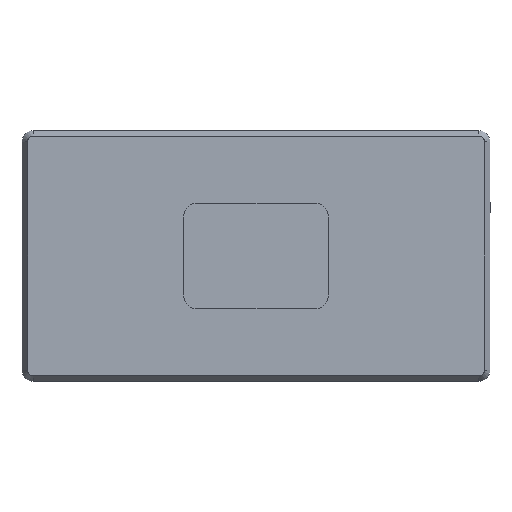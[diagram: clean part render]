
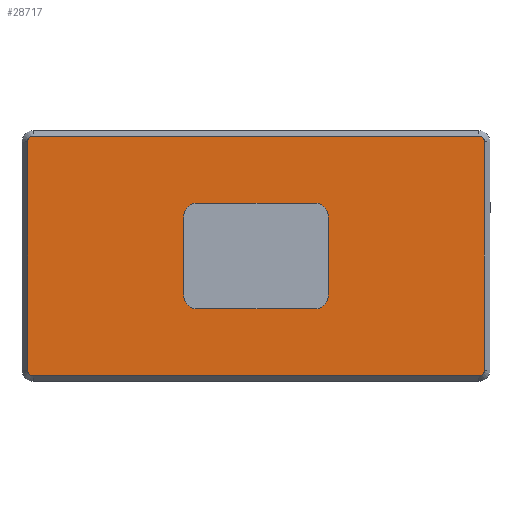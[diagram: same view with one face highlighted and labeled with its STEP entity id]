
A CAD part, front view. The second image highlights one B-rep face of the part: STEP entity #28717.
In plain terms, the highlighted planar face has unit normal (0, -1, 0).
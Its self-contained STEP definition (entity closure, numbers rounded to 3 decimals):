
#12 = LINE ( 'NONE', #9947, #916 ) ;
#916 = VECTOR ( 'NONE', #7021, 1000. ) ;
#975 = EDGE_CURVE ( 'NONE', #4975, #16304, #2211, .T. ) ;
#1247 = DIRECTION ( 'NONE',  ( 0., 0., 1. ) ) ;
#1379 = DIRECTION ( 'NONE',  ( 0., 0., 1. ) ) ;
#1589 = CARTESIAN_POINT ( 'NONE',  ( 29., 0., -29.5 ) ) ;
#1887 = VECTOR ( 'NONE', #27638, 1000. ) ;
#1916 = DIRECTION ( 'NONE',  ( 0., 0., 1. ) ) ;
#2207 = VERTEX_POINT ( 'NONE', #30579 ) ;
#2211 = LINE ( 'NONE', #35702, #32067 ) ;
#2280 = DIRECTION ( 'NONE',  ( 0., 0., 1. ) ) ;
#2795 = LINE ( 'NONE', #1589, #1887 ) ;
#2961 = EDGE_CURVE ( 'NONE', #36972, #24418, #17909, .T. ) ;
#3356 = CARTESIAN_POINT ( 'NONE',  ( 82., 0., -43. ) ) ;
#3842 = CARTESIAN_POINT ( 'NONE',  ( 2., 0., -43. ) ) ;
#3948 = CARTESIAN_POINT ( 'NONE',  ( 2., 0., -1. ) ) ;
#4591 = VECTOR ( 'NONE', #35184, 1000. ) ;
#4975 = VERTEX_POINT ( 'NONE', #22773 ) ;
#5461 = ORIENTED_EDGE ( 'NONE', *, *, #36015, .T. ) ;
#5477 = VECTOR ( 'NONE', #21322, 1000. ) ;
#6063 = CARTESIAN_POINT ( 'NONE',  ( 83., 0., -2. ) ) ;
#6267 = DIRECTION ( 'NONE',  ( 0., 0., 1. ) ) ;
#6320 = VERTEX_POINT ( 'NONE', #6063 ) ;
#6760 = DIRECTION ( 'NONE',  ( 0., 0., 1. ) ) ;
#6810 = CARTESIAN_POINT ( 'NONE',  ( 31.5, 0., -13. ) ) ;
#6855 = EDGE_CURVE ( 'NONE', #16304, #23975, #27565, .T. ) ;
#7021 = DIRECTION ( 'NONE',  ( 0., 0., -1. ) ) ;
#7327 = VECTOR ( 'NONE', #31694, 1000. ) ;
#7543 = CARTESIAN_POINT ( 'NONE',  ( 52.5, 0., -13. ) ) ;
#8123 = VERTEX_POINT ( 'NONE', #6810 ) ;
#8390 = ORIENTED_EDGE ( 'NONE', *, *, #29539, .F. ) ;
#9947 = CARTESIAN_POINT ( 'NONE',  ( 1., 0., 0. ) ) ;
#10232 = EDGE_LOOP ( 'NONE', ( #36180, #5461, #23781, #24720, #11459, #21750, #14833, #32571 ) ) ;
#10570 = AXIS2_PLACEMENT_3D ( 'NONE', #15174, #35349, #18080 ) ;
#10991 = DIRECTION ( 'NONE',  ( 0., -1., 0. ) ) ;
#11187 = CARTESIAN_POINT ( 'NONE',  ( 1., 0., -2. ) ) ;
#11459 = ORIENTED_EDGE ( 'NONE', *, *, #24375, .T. ) ;
#12293 = CARTESIAN_POINT ( 'NONE',  ( 82., 0., -2. ) ) ;
#12913 = ORIENTED_EDGE ( 'NONE', *, *, #25650, .F. ) ;
#13327 = AXIS2_PLACEMENT_3D ( 'NONE', #28267, #10991, #31161 ) ;
#13369 = DIRECTION ( 'NONE',  ( 0., -1., 0. ) ) ;
#13741 = FACE_OUTER_BOUND ( 'NONE', #10232, .T. ) ;
#14211 = VECTOR ( 'NONE', #2280, 1000. ) ;
#14558 = EDGE_CURVE ( 'NONE', #16736, #17639, #37099, .T. ) ;
#14833 = ORIENTED_EDGE ( 'NONE', *, *, #975, .T. ) ;
#15174 = CARTESIAN_POINT ( 'NONE',  ( 31.5, 0., -15.5 ) ) ;
#15217 = DIRECTION ( 'NONE',  ( 0., 0., 1. ) ) ;
#16028 = CARTESIAN_POINT ( 'NONE',  ( 83., 0., -43. ) ) ;
#16247 = CARTESIAN_POINT ( 'NONE',  ( 83., 0., 0. ) ) ;
#16304 = VERTEX_POINT ( 'NONE', #31578 ) ;
#16344 = PLANE ( 'NONE',  #22574 ) ;
#16493 = CARTESIAN_POINT ( 'NONE',  ( 52.5, 0., -32. ) ) ;
#16736 = VERTEX_POINT ( 'NONE', #34063 ) ;
#17138 = VERTEX_POINT ( 'NONE', #7543 ) ;
#17254 = CIRCLE ( 'NONE', #21916, 2.5 ) ;
#17639 = VERTEX_POINT ( 'NONE', #3948 ) ;
#17696 = CIRCLE ( 'NONE', #21855, 1. ) ;
#17768 = CIRCLE ( 'NONE', #36462, 1. ) ;
#17909 = CIRCLE ( 'NONE', #13327, 2.5 ) ;
#18080 = DIRECTION ( 'NONE',  ( 0., 0., 1. ) ) ;
#18094 = ORIENTED_EDGE ( 'NONE', *, *, #34591, .F. ) ;
#18491 = EDGE_CURVE ( 'NONE', #17639, #33007, #17696, .T. ) ;
#18593 = DIRECTION ( 'NONE',  ( 0., -1., 0. ) ) ;
#18740 = DIRECTION ( 'NONE',  ( 0., -1., 0. ) ) ;
#19250 = DIRECTION ( 'NONE',  ( 0., 1., 0. ) ) ;
#19610 = ORIENTED_EDGE ( 'NONE', *, *, #2961, .F. ) ;
#19984 = LINE ( 'NONE', #32293, #4591 ) ;
#21094 = CARTESIAN_POINT ( 'NONE',  ( 29., 0., -15.5 ) ) ;
#21195 = CARTESIAN_POINT ( 'NONE',  ( 1., 0., -43. ) ) ;
#21322 = DIRECTION ( 'NONE',  ( -1., 0., 0. ) ) ;
#21750 = ORIENTED_EDGE ( 'NONE', *, *, #32648, .T. ) ;
#21855 = AXIS2_PLACEMENT_3D ( 'NONE', #36001, #18740, #1379 ) ;
#21916 = AXIS2_PLACEMENT_3D ( 'NONE', #35861, #18593, #1247 ) ;
#22151 = CARTESIAN_POINT ( 'NONE',  ( 31.5, 0., -32. ) ) ;
#22574 = AXIS2_PLACEMENT_3D ( 'NONE', #24960, #19250, #1916 ) ;
#22719 = LINE ( 'NONE', #28789, #7327 ) ;
#22773 = CARTESIAN_POINT ( 'NONE',  ( 2., 0., -44. ) ) ;
#23067 = VERTEX_POINT ( 'NONE', #21094 ) ;
#23248 = FACE_BOUND ( 'NONE', #26937, .T. ) ;
#23508 = VERTEX_POINT ( 'NONE', #22151 ) ;
#23617 = DIRECTION ( 'NONE',  ( 0., -1., 0. ) ) ;
#23670 = EDGE_CURVE ( 'NONE', #23508, #36972, #22719, .T. ) ;
#23781 = ORIENTED_EDGE ( 'NONE', *, *, #14558, .T. ) ;
#23975 = VERTEX_POINT ( 'NONE', #16028 ) ;
#24113 = DIRECTION ( 'NONE',  ( 0., -1., 0. ) ) ;
#24375 = EDGE_CURVE ( 'NONE', #33007, #33905, #12, .T. ) ;
#24418 = VERTEX_POINT ( 'NONE', #27609 ) ;
#24720 = ORIENTED_EDGE ( 'NONE', *, *, #18491, .T. ) ;
#24960 = CARTESIAN_POINT ( 'NONE',  ( 0., 0., 0. ) ) ;
#25650 = EDGE_CURVE ( 'NONE', #2207, #23508, #29748, .T. ) ;
#26662 = CIRCLE ( 'NONE', #10570, 2.5 ) ;
#26937 = EDGE_LOOP ( 'NONE', ( #33164, #36141, #18094, #19610, #36937, #12913, #8390, #27394 ) ) ;
#26943 = LINE ( 'NONE', #16247, #33706 ) ;
#27394 = ORIENTED_EDGE ( 'NONE', *, *, #32049, .F. ) ;
#27565 = CIRCLE ( 'NONE', #27724, 1. ) ;
#27609 = CARTESIAN_POINT ( 'NONE',  ( 55., 0., -29.5 ) ) ;
#27638 = DIRECTION ( 'NONE',  ( 0., 0., -1. ) ) ;
#27724 = AXIS2_PLACEMENT_3D ( 'NONE', #3356, #23617, #6267 ) ;
#28267 = CARTESIAN_POINT ( 'NONE',  ( 52.5, 0., -29.5 ) ) ;
#28315 = CARTESIAN_POINT ( 'NONE',  ( 55., 0., -29.5 ) ) ;
#28382 = AXIS2_PLACEMENT_3D ( 'NONE', #3842, #24113, #6760 ) ;
#28717 = ADVANCED_FACE ( 'NONE', ( #23248, #13741 ), #16344, .F. ) ;
#28789 = CARTESIAN_POINT ( 'NONE',  ( 31.5, 0., -32. ) ) ;
#28846 = CIRCLE ( 'NONE', #28382, 1. ) ;
#29539 = EDGE_CURVE ( 'NONE', #23067, #2207, #2795, .T. ) ;
#29748 = CIRCLE ( 'NONE', #36246, 2.5 ) ;
#29871 = CARTESIAN_POINT ( 'NONE',  ( 0., 0., -1. ) ) ;
#30579 = CARTESIAN_POINT ( 'NONE',  ( 29., 0., -29.5 ) ) ;
#30665 = CARTESIAN_POINT ( 'NONE',  ( 31.5, 0., -29.5 ) ) ;
#30693 = EDGE_CURVE ( 'NONE', #33398, #17138, #17254, .T. ) ;
#31161 = DIRECTION ( 'NONE',  ( 0., 0., 1. ) ) ;
#31578 = CARTESIAN_POINT ( 'NONE',  ( 82., 0., -44. ) ) ;
#31694 = DIRECTION ( 'NONE',  ( 1., 0., 0. ) ) ;
#32049 = EDGE_CURVE ( 'NONE', #8123, #23067, #26662, .T. ) ;
#32067 = VECTOR ( 'NONE', #32683, 1000. ) ;
#32293 = CARTESIAN_POINT ( 'NONE',  ( 31.5, 0., -13. ) ) ;
#32504 = DIRECTION ( 'NONE',  ( 0., -1., 0. ) ) ;
#32571 = ORIENTED_EDGE ( 'NONE', *, *, #6855, .T. ) ;
#32648 = EDGE_CURVE ( 'NONE', #33905, #4975, #28846, .T. ) ;
#32683 = DIRECTION ( 'NONE',  ( 1., 0., 0. ) ) ;
#33007 = VERTEX_POINT ( 'NONE', #11187 ) ;
#33164 = ORIENTED_EDGE ( 'NONE', *, *, #36662, .F. ) ;
#33398 = VERTEX_POINT ( 'NONE', #36510 ) ;
#33535 = DIRECTION ( 'NONE',  ( 0., 0., 1. ) ) ;
#33570 = DIRECTION ( 'NONE',  ( 0., 0., -1. ) ) ;
#33706 = VECTOR ( 'NONE', #33535, 1000. ) ;
#33905 = VERTEX_POINT ( 'NONE', #21195 ) ;
#34028 = EDGE_CURVE ( 'NONE', #23975, #6320, #26943, .T. ) ;
#34063 = CARTESIAN_POINT ( 'NONE',  ( 82., 0., -1. ) ) ;
#34591 = EDGE_CURVE ( 'NONE', #24418, #33398, #36332, .T. ) ;
#35184 = DIRECTION ( 'NONE',  ( -1., 0., 0. ) ) ;
#35349 = DIRECTION ( 'NONE',  ( 0., -1., 0. ) ) ;
#35702 = CARTESIAN_POINT ( 'NONE',  ( 0., 0., -44. ) ) ;
#35861 = CARTESIAN_POINT ( 'NONE',  ( 52.5, 0., -15.5 ) ) ;
#36001 = CARTESIAN_POINT ( 'NONE',  ( 2., 0., -2. ) ) ;
#36015 = EDGE_CURVE ( 'NONE', #6320, #16736, #17768, .T. ) ;
#36141 = ORIENTED_EDGE ( 'NONE', *, *, #30693, .F. ) ;
#36180 = ORIENTED_EDGE ( 'NONE', *, *, #34028, .T. ) ;
#36246 = AXIS2_PLACEMENT_3D ( 'NONE', #30665, #13369, #33570 ) ;
#36332 = LINE ( 'NONE', #28315, #14211 ) ;
#36462 = AXIS2_PLACEMENT_3D ( 'NONE', #12293, #32504, #15217 ) ;
#36510 = CARTESIAN_POINT ( 'NONE',  ( 55., 0., -15.5 ) ) ;
#36662 = EDGE_CURVE ( 'NONE', #17138, #8123, #19984, .T. ) ;
#36937 = ORIENTED_EDGE ( 'NONE', *, *, #23670, .F. ) ;
#36972 = VERTEX_POINT ( 'NONE', #16493 ) ;
#37099 = LINE ( 'NONE', #29871, #5477 ) ;
